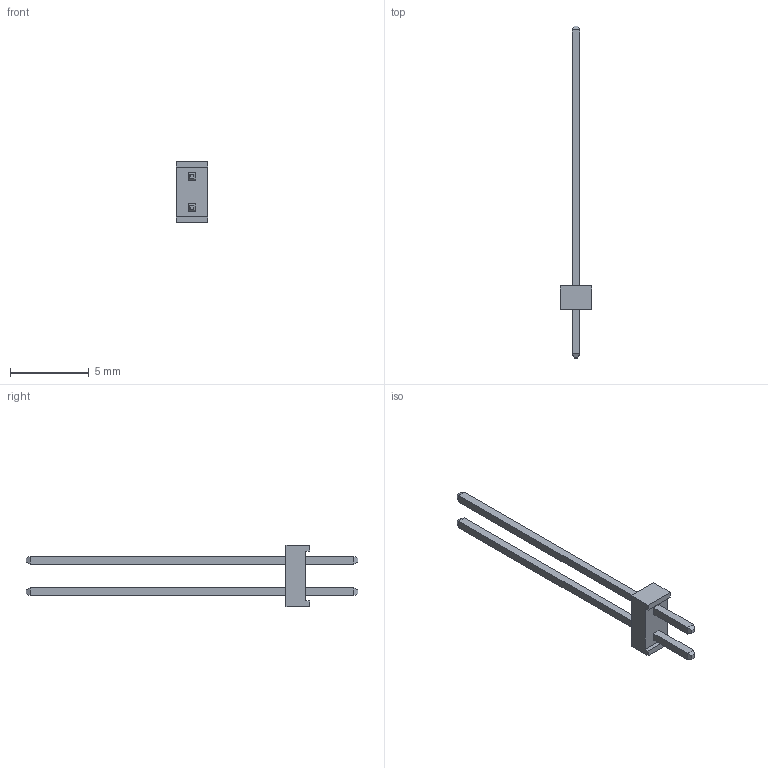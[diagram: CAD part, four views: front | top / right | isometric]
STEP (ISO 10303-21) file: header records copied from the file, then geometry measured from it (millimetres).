
FILE_DESCRIPTION(/* description */ ('STEP AP214'),/* implementation_level */ '2;1');
FILE_NAME(/* name */ 'MTMM-101-15-T-D-650',/* time_stamp */ '2023-04-19T16:43:46+02:00',/* author */ ('License CC BY-ND 4.0'),/* organization */ ('CADENAS'),/* preprocessor_version */ 'ST-DEVELOPER v19.3',/* originating_system */ 'PARTsolutions',/* authorisation */ ' ');
FILE_SCHEMA (('AUTOMOTIVE_DESIGN {1 0 10303 214 3 1 1}'));
Length unit declared in the file: inch
Products named in the file (3): MTMM-101-15-T-D-650; MTMM-101-15-T-D-650_body; MTMM-101-15-T-D-650_pins
Assembly tree (2 placements, depth 2):
  MTMM-101-15-T-D-650
    MTMM-101-15-T-D-650_body
    MTMM-101-15-T-D-650_pins
Bounding box: 2 x 21.08 x 3.94 mm (x, y, z)
Volume: 20.6 mm3; surface area: 125.9 mm2
Topology: 2 solids, 2 shells, 56 faces, 140 edges, 88 vertices
Faces by surface type: plane 56
Entity records: 1702 total; most frequent: CARTESIAN_POINT 287, ORIENTED_EDGE 280, DIRECTION 258, EDGE_CURVE 140, LINE 140, VECTOR 140, VERTEX_POINT 88, EDGE_LOOP 60
